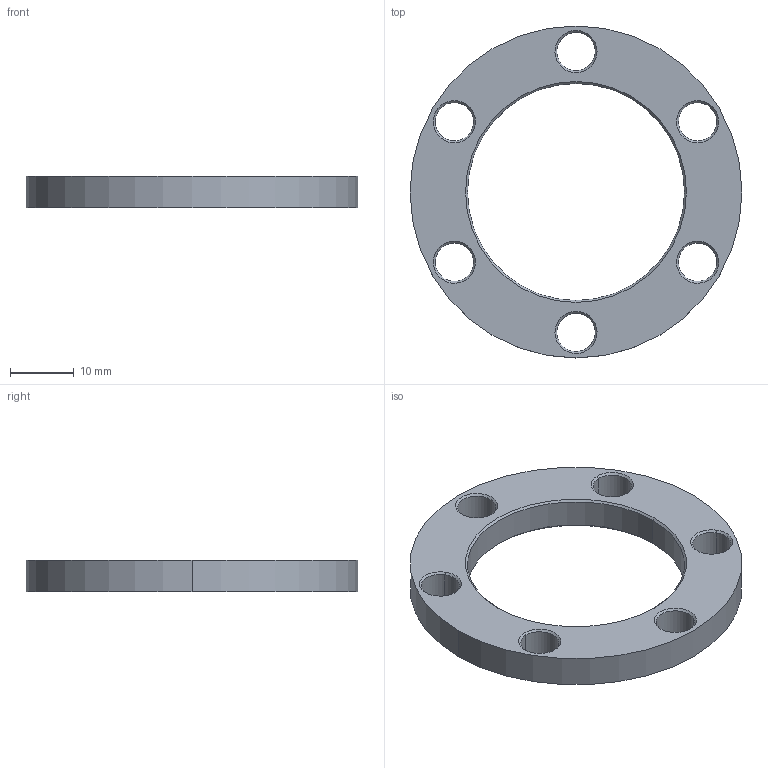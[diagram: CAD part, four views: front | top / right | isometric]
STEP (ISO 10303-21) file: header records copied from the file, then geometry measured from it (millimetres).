
FILE_DESCRIPTION(('CATIA V5 STEP Exchange'),'2;1');
FILE_NAME('RONDELLE_DISQUE.stp','2016-11-09T08:10:06+00:00',('none'),('none'),'CATIA Version 5 Release 19 SP 9 (IN-10)','CATIA V5 STEP AP203','none');
FILE_SCHEMA(('CONFIG_CONTROL_DESIGN'));
Length unit declared in the file: millimetre
Products named in the file (1): Rondelle_disque
Bounding box: 52 x 52 x 5 mm (x, y, z)
Volume: 5210.6 mm3; surface area: 3933 mm2
Topology: 1 solids, 1 shells, 46 faces, 104 edges, 60 vertices
Faces by surface type: cone 28, cylinder 16, plane 2
Entity records: 1254 total; most frequent: ORIENTED_EDGE 208, CARTESIAN_POINT 203, DIRECTION 180, EDGE_CURVE 104, AXIS2_PLACEMENT_3D 99, CIRCLE 60, EDGE_LOOP 60, VERTEX_POINT 60
